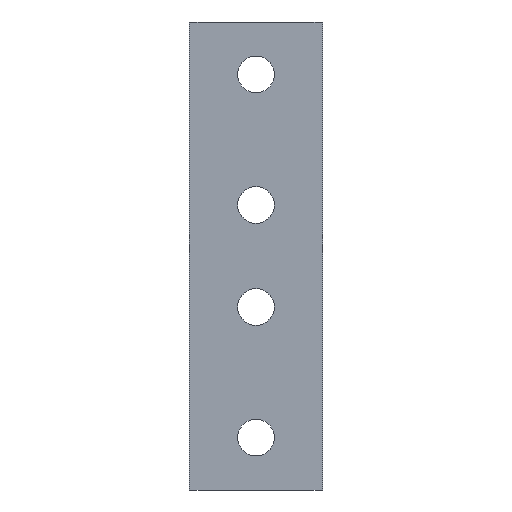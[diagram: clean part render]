
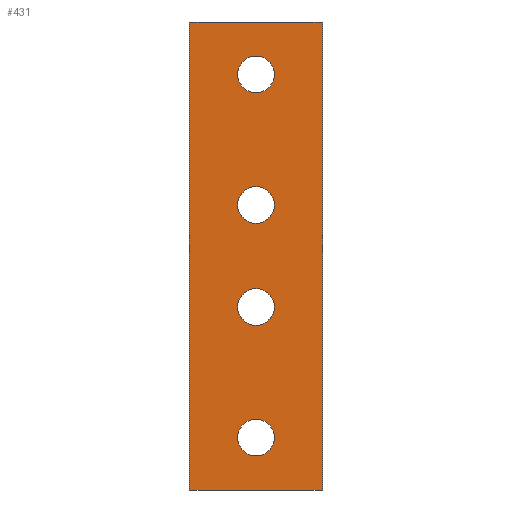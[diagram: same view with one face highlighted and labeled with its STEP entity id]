
A CAD part, front view. The second image highlights one B-rep face of the part: STEP entity #431.
In plain terms, the highlighted planar face has unit normal (0, -1, 0).
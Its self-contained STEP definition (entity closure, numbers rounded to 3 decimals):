
#19=FACE_BOUND('',#60,.T.);
#20=FACE_BOUND('',#61,.T.);
#21=FACE_BOUND('',#62,.T.);
#22=FACE_BOUND('',#63,.T.);
#27=CIRCLE('',#477,6.75);
#28=CIRCLE('',#478,6.75);
#29=CIRCLE('',#479,6.75);
#30=CIRCLE('',#480,6.75);
#37=FACE_OUTER_BOUND('',#59,.T.);
#59=EDGE_LOOP('',(#301,#302,#303,#304,#305,#306,#307,#308));
#60=EDGE_LOOP('',(#309));
#61=EDGE_LOOP('',(#310));
#62=EDGE_LOOP('',(#311));
#63=EDGE_LOOP('',(#312));
#96=LINE('',#640,#148);
#97=LINE('',#643,#149);
#98=LINE('',#645,#150);
#99=LINE('',#647,#151);
#100=LINE('',#649,#152);
#101=LINE('',#651,#153);
#102=LINE('',#653,#154);
#103=LINE('',#654,#155);
#148=VECTOR('',#519,10.);
#149=VECTOR('',#522,10.);
#150=VECTOR('',#523,10.);
#151=VECTOR('',#524,10.);
#152=VECTOR('',#525,10.);
#153=VECTOR('',#526,10.);
#154=VECTOR('',#527,10.);
#155=VECTOR('',#528,10.);
#196=VERTEX_POINT('',#630);
#200=VERTEX_POINT('',#638);
#201=VERTEX_POINT('',#642);
#202=VERTEX_POINT('',#644);
#203=VERTEX_POINT('',#646);
#204=VERTEX_POINT('',#648);
#205=VERTEX_POINT('',#650);
#206=VERTEX_POINT('',#652);
#207=VERTEX_POINT('',#655);
#208=VERTEX_POINT('',#657);
#209=VERTEX_POINT('',#659);
#210=VERTEX_POINT('',#661);
#240=EDGE_CURVE('',#196,#200,#96,.T.);
#241=EDGE_CURVE('',#201,#200,#97,.T.);
#242=EDGE_CURVE('',#201,#202,#98,.T.);
#243=EDGE_CURVE('',#202,#203,#99,.T.);
#244=EDGE_CURVE('',#204,#203,#100,.T.);
#245=EDGE_CURVE('',#205,#204,#101,.T.);
#246=EDGE_CURVE('',#205,#206,#102,.T.);
#247=EDGE_CURVE('',#206,#196,#103,.T.);
#248=EDGE_CURVE('',#207,#207,#27,.T.);
#249=EDGE_CURVE('',#208,#208,#28,.T.);
#250=EDGE_CURVE('',#209,#209,#29,.T.);
#251=EDGE_CURVE('',#210,#210,#30,.T.);
#301=ORIENTED_EDGE('',*,*,#240,.T.);
#302=ORIENTED_EDGE('',*,*,#241,.F.);
#303=ORIENTED_EDGE('',*,*,#242,.T.);
#304=ORIENTED_EDGE('',*,*,#243,.T.);
#305=ORIENTED_EDGE('',*,*,#244,.F.);
#306=ORIENTED_EDGE('',*,*,#245,.F.);
#307=ORIENTED_EDGE('',*,*,#246,.T.);
#308=ORIENTED_EDGE('',*,*,#247,.T.);
#309=ORIENTED_EDGE('',*,*,#248,.T.);
#310=ORIENTED_EDGE('',*,*,#249,.T.);
#311=ORIENTED_EDGE('',*,*,#250,.T.);
#312=ORIENTED_EDGE('',*,*,#251,.T.);
#413=PLANE('',#476);
#431=ADVANCED_FACE('',(#37,#19,#20,#21,#22),#413,.F.);
#476=AXIS2_PLACEMENT_3D('',#641,#520,#521);
#477=AXIS2_PLACEMENT_3D('',#656,#529,#530);
#478=AXIS2_PLACEMENT_3D('',#658,#531,#532);
#479=AXIS2_PLACEMENT_3D('',#660,#533,#534);
#480=AXIS2_PLACEMENT_3D('',#662,#535,#536);
#519=DIRECTION('',(0.,0.,-1.));
#520=DIRECTION('center_axis',(0.,1.,0.));
#521=DIRECTION('ref_axis',(0.,0.,1.));
#522=DIRECTION('',(-1.,0.,0.));
#523=DIRECTION('',(1.,0.,0.));
#524=DIRECTION('',(1.,0.,0.));
#525=DIRECTION('',(0.,0.,-1.));
#526=DIRECTION('',(1.,0.,0.));
#527=DIRECTION('',(-1.,0.,0.));
#528=DIRECTION('',(-1.,0.,0.));
#529=DIRECTION('center_axis',(0.,1.,0.));
#530=DIRECTION('ref_axis',(-1.,0.,0.));
#531=DIRECTION('center_axis',(0.,1.,0.));
#532=DIRECTION('ref_axis',(-1.,0.,0.));
#533=DIRECTION('center_axis',(0.,1.,0.));
#534=DIRECTION('ref_axis',(-1.,0.,0.));
#535=DIRECTION('center_axis',(0.,1.,0.));
#536=DIRECTION('ref_axis',(-1.,0.,0.));
#630=CARTESIAN_POINT('',(-49.,0.,0.));
#638=CARTESIAN_POINT('',(-49.,0.,-172.));
#640=CARTESIAN_POINT('',(-49.,0.,-86.));
#641=CARTESIAN_POINT('Origin',(-24.5,0.,-86.));
#642=CARTESIAN_POINT('',(-45.,0.,-172.));
#643=CARTESIAN_POINT('',(-12.25,0.,-172.));
#644=CARTESIAN_POINT('',(-4.,0.,-172.));
#645=CARTESIAN_POINT('',(-49.,0.,-172.));
#646=CARTESIAN_POINT('',(0.,0.,-172.));
#647=CARTESIAN_POINT('',(-12.25,0.,-172.));
#648=CARTESIAN_POINT('',(0.,0.,0.));
#649=CARTESIAN_POINT('',(0.,0.,-86.));
#650=CARTESIAN_POINT('',(-4.,0.,0.));
#651=CARTESIAN_POINT('',(-35.75,0.,0.));
#652=CARTESIAN_POINT('',(-45.,0.,0.));
#653=CARTESIAN_POINT('',(0.,0.,0.));
#654=CARTESIAN_POINT('',(-35.75,0.,0.));
#655=CARTESIAN_POINT('',(-17.75,0.,-19.25));
#656=CARTESIAN_POINT('Origin',(-24.5,0.,-19.25));
#657=CARTESIAN_POINT('',(-17.75,0.,-104.75));
#658=CARTESIAN_POINT('Origin',(-24.5,0.,-104.75));
#659=CARTESIAN_POINT('',(-17.75,0.,-152.75));
#660=CARTESIAN_POINT('Origin',(-24.5,0.,-152.75));
#661=CARTESIAN_POINT('',(-17.75,0.,-67.25));
#662=CARTESIAN_POINT('Origin',(-24.5,0.,-67.25));
